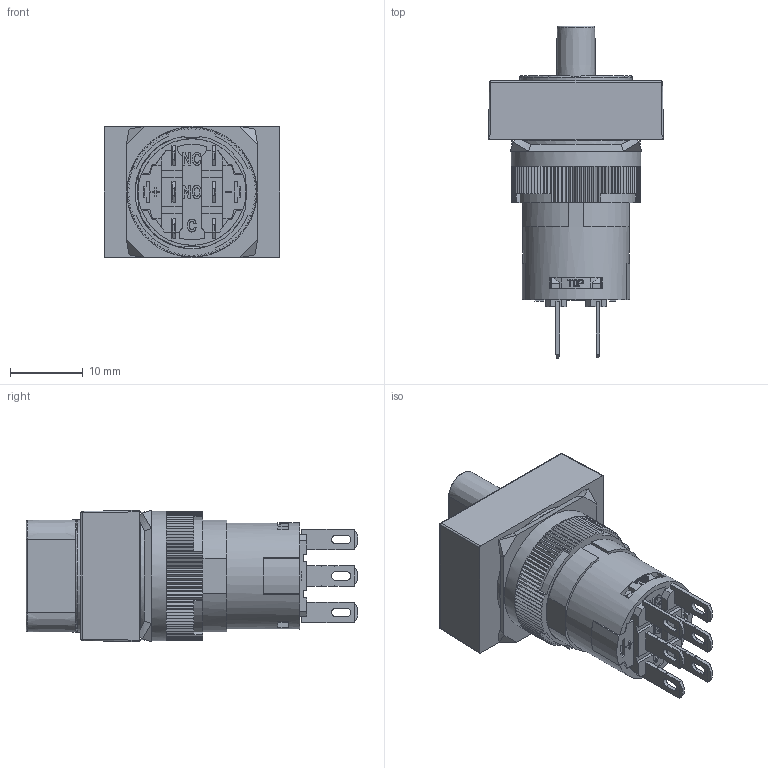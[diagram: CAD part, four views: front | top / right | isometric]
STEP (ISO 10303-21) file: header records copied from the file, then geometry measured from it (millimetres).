
FILE_DESCRIPTION( ( 'Unknown' ), '1' );
FILE_NAME( 'C1C20-T521x-H10-20221216.stp', 'Unknown', ( 'Unknown' ), ( 'Unknown' ), 'XStep 1.0', 'Unknown', ' ' );
FILE_SCHEMA( ( 'automotive_design' ) );
Length unit declared in the file: millimetre
Products named in the file (1): 12
Bounding box: 24 x 45.5 x 18 mm (x, y, z)
Volume: 8486.8 mm3; surface area: 4374.4 mm2
Topology: 1 solids, 5 shells, 990 faces, 2917 edges, 1912 vertices
Faces by surface type: plane 717, cylinder 141, cone 52, extrusion 46, bspline 26, sphere 4, torus 4
Full cylindrical faces by diameter (mm): 2.3 x1, 14.6 x1, 15.4 x1, 15.8 x1, 16.5 x1, 16.8 x1, 17.6 x1, 17.8 x1
Entity records: 45121 total; most frequent: CARTESIAN_POINT 11132, ORIENTED_EDGE 5808, DIRECTION 4869, EDGE_CURVE 2904, VECTOR 2205, LINE 2159, VERTEX_POINT 1907, AXIS2_PLACEMENT_3D 1332
